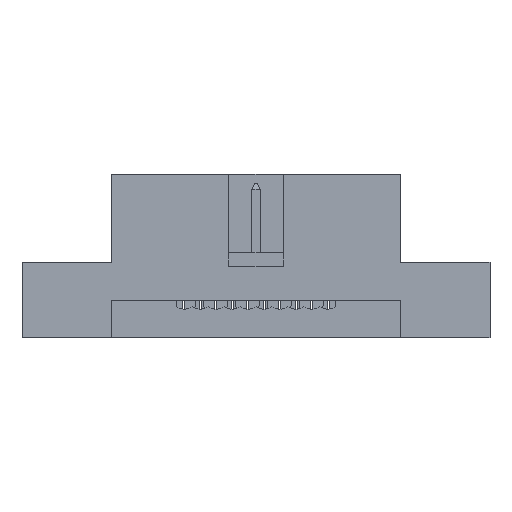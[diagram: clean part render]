
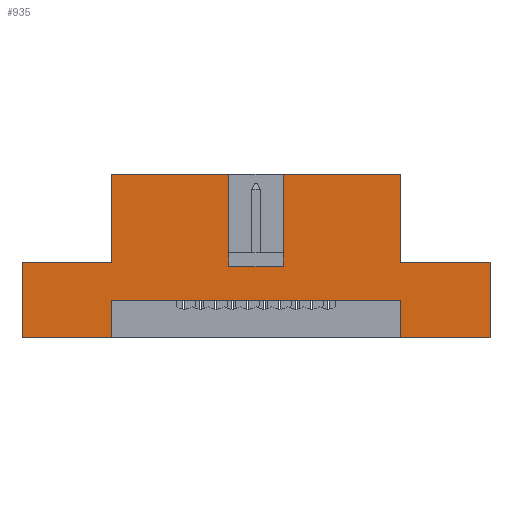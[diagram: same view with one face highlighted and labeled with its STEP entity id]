
A CAD part, front view. The second image highlights one B-rep face of the part: STEP entity #935.
In plain terms, the highlighted planar face has unit normal (0, -1, 0).
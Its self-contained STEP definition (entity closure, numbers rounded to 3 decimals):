
#935 = ADVANCED_FACE( '', ( #1850 ), #1851, .F. );
#1850 = FACE_OUTER_BOUND( '', #2795, .T. );
#1851 = PLANE( '', #2796 );
#2795 = EDGE_LOOP( '', ( #5203, #5204, #5205, #5206, #5207, #5208, #5209, #5210, #5211, #5212, #5213, #5214, #5215, #5216, #5217, #5218 ) );
#2796 = AXIS2_PLACEMENT_3D( '', #5219, #5220, #5221 );
#5203 = ORIENTED_EDGE( '', *, *, #6319, .T. );
#5204 = ORIENTED_EDGE( '', *, *, #6980, .T. );
#5205 = ORIENTED_EDGE( '', *, *, #6981, .F. );
#5206 = ORIENTED_EDGE( '', *, *, #6262, .F. );
#5207 = ORIENTED_EDGE( '', *, *, #6887, .T. );
#5208 = ORIENTED_EDGE( '', *, *, #6763, .F. );
#5209 = ORIENTED_EDGE( '', *, *, #6470, .F. );
#5210 = ORIENTED_EDGE( '', *, *, #6530, .T. );
#5211 = ORIENTED_EDGE( '', *, *, #6982, .F. );
#5212 = ORIENTED_EDGE( '', *, *, #6962, .F. );
#5213 = ORIENTED_EDGE( '', *, *, #6171, .F. );
#5214 = ORIENTED_EDGE( '', *, *, #6428, .T. );
#5215 = ORIENTED_EDGE( '', *, *, #6983, .T. );
#5216 = ORIENTED_EDGE( '', *, *, #5993, .F. );
#5217 = ORIENTED_EDGE( '', *, *, #6984, .F. );
#5218 = ORIENTED_EDGE( '', *, *, #6562, .F. );
#5219 = CARTESIAN_POINT( '', ( 0., -4.2, 0. ) );
#5220 = DIRECTION( '', ( 0., 1., 0. ) );
#5221 = DIRECTION( '', ( 0., 0., 1. ) );
#5993 = EDGE_CURVE( '', #7192, #7193, #7194, .T. );
#6171 = EDGE_CURVE( '', #7508, #7495, #7510, .T. );
#6262 = EDGE_CURVE( '', #7663, #7665, #7666, .T. );
#6319 = EDGE_CURVE( '', #7761, #7762, #7763, .T. );
#6428 = EDGE_CURVE( '', #7508, #7937, #7939, .T. );
#6470 = EDGE_CURVE( '', #7999, #8001, #8002, .T. );
#6530 = EDGE_CURVE( '', #7999, #8092, #8095, .T. );
#6562 = EDGE_CURVE( '', #7761, #8134, #8139, .T. );
#6763 = EDGE_CURVE( '', #8001, #8431, #8435, .T. );
#6887 = EDGE_CURVE( '', #7663, #8431, #8593, .T. );
#6962 = EDGE_CURVE( '', #7495, #8682, #8683, .T. );
#6980 = EDGE_CURVE( '', #7762, #8703, #8704, .T. );
#6981 = EDGE_CURVE( '', #7665, #8703, #8705, .T. );
#6982 = EDGE_CURVE( '', #8682, #8092, #8706, .T. );
#6983 = EDGE_CURVE( '', #7937, #7193, #8707, .T. );
#6984 = EDGE_CURVE( '', #8134, #7192, #8708, .T. );
#7192 = VERTEX_POINT( '', #8961 );
#7193 = VERTEX_POINT( '', #8962 );
#7194 = LINE( '', #8963, #8964 );
#7495 = VERTEX_POINT( '', #9399 );
#7508 = VERTEX_POINT( '', #9417 );
#7510 = LINE( '', #9420, #9421 );
#7663 = VERTEX_POINT( '', #9643 );
#7665 = VERTEX_POINT( '', #9646 );
#7666 = LINE( '', #9647, #9648 );
#7761 = VERTEX_POINT( '', #9788 );
#7762 = VERTEX_POINT( '', #9789 );
#7763 = LINE( '', #9790, #9791 );
#7937 = VERTEX_POINT( '', #10042 );
#7939 = LINE( '', #10045, #10046 );
#7999 = VERTEX_POINT( '', #10137 );
#8001 = VERTEX_POINT( '', #10140 );
#8002 = LINE( '', #10141, #10142 );
#8092 = VERTEX_POINT( '', #10274 );
#8095 = LINE( '', #10278, #10279 );
#8134 = VERTEX_POINT( '', #10338 );
#8139 = LINE( '', #10346, #10347 );
#8431 = VERTEX_POINT( '', #10778 );
#8435 = LINE( '', #10784, #10785 );
#8593 = LINE( '', #11026, #11027 );
#8682 = VERTEX_POINT( '', #11160 );
#8683 = LINE( '', #11161, #11162 );
#8703 = VERTEX_POINT( '', #11189 );
#8704 = LINE( '', #11190, #11191 );
#8705 = LINE( '', #11192, #11193 );
#8706 = LINE( '', #11194, #11195 );
#8707 = LINE( '', #11196, #11197 );
#8708 = LINE( '', #11198, #11199 );
#8961 = CARTESIAN_POINT( '', ( 11.5, -4.2, 5. ) );
#8962 = CARTESIAN_POINT( '', ( 11.5, -4.2, -2. ) );
#8963 = CARTESIAN_POINT( '', ( 11.5, -4.2, 5. ) );
#8964 = VECTOR( '', #11451, 1000. );
#9399 = CARTESIAN_POINT( '', ( 11.5, -4.2, -8. ) );
#9417 = CARTESIAN_POINT( '', ( 18.6, -4.2, -8. ) );
#9420 = CARTESIAN_POINT( '', ( 18.6, -4.2, -8. ) );
#9421 = VECTOR( '', #11613, 1000. );
#9643 = CARTESIAN_POINT( '', ( -11.5, -4.2, -2. ) );
#9646 = CARTESIAN_POINT( '', ( -11.5, -4.2, 5. ) );
#9647 = CARTESIAN_POINT( '', ( -11.5, -4.2, -5. ) );
#9648 = VECTOR( '', #11696, 1000. );
#9788 = CARTESIAN_POINT( '', ( 2.15, -4.2, -2.3 ) );
#9789 = CARTESIAN_POINT( '', ( -2.15, -4.2, -2.3 ) );
#9790 = CARTESIAN_POINT( '', ( 2.15, -4.2, -2.3 ) );
#9791 = VECTOR( '', #11742, 1000. );
#10042 = CARTESIAN_POINT( '', ( 18.6, -4.2, -2. ) );
#10045 = CARTESIAN_POINT( '', ( 18.6, -4.2, -8. ) );
#10046 = VECTOR( '', #11839, 1000. );
#10137 = CARTESIAN_POINT( '', ( -11.5, -4.2, -8. ) );
#10140 = CARTESIAN_POINT( '', ( -18.6, -4.2, -8. ) );
#10141 = CARTESIAN_POINT( '', ( -11.5, -4.2, -8. ) );
#10142 = VECTOR( '', #11872, 1000. );
#10274 = CARTESIAN_POINT( '', ( -11.5, -4.2, -5. ) );
#10278 = CARTESIAN_POINT( '', ( -11.5, -4.2, -8. ) );
#10279 = VECTOR( '', #11925, 1000. );
#10338 = CARTESIAN_POINT( '', ( 2.15, -4.2, 5. ) );
#10346 = CARTESIAN_POINT( '', ( 2.15, -4.2, -1.2 ) );
#10347 = VECTOR( '', #11949, 1000. );
#10778 = CARTESIAN_POINT( '', ( -18.6, -4.2, -2. ) );
#10784 = CARTESIAN_POINT( '', ( -18.6, -4.2, -8. ) );
#10785 = VECTOR( '', #12127, 1000. );
#11026 = CARTESIAN_POINT( '', ( -11.5, -4.2, -2. ) );
#11027 = VECTOR( '', #12226, 1000. );
#11160 = CARTESIAN_POINT( '', ( 11.5, -4.2, -5. ) );
#11161 = CARTESIAN_POINT( '', ( 11.5, -4.2, -8. ) );
#11162 = VECTOR( '', #12289, 1000. );
#11189 = CARTESIAN_POINT( '', ( -2.15, -4.2, 5. ) );
#11190 = CARTESIAN_POINT( '', ( -2.15, -4.2, -1.2 ) );
#11191 = VECTOR( '', #12300, 1000. );
#11192 = CARTESIAN_POINT( '', ( -11.5, -4.2, 5. ) );
#11193 = VECTOR( '', #12301, 1000. );
#11194 = CARTESIAN_POINT( '', ( 11.5, -4.2, -5. ) );
#11195 = VECTOR( '', #12302, 1000. );
#11196 = CARTESIAN_POINT( '', ( 18.6, -4.2, -2. ) );
#11197 = VECTOR( '', #12303, 1000. );
#11198 = CARTESIAN_POINT( '', ( -11.5, -4.2, 5. ) );
#11199 = VECTOR( '', #12304, 1000. );
#11451 = DIRECTION( '', ( 0., 0., -1. ) );
#11613 = DIRECTION( '', ( -1., 0., 0. ) );
#11696 = DIRECTION( '', ( 0., 0., 1. ) );
#11742 = DIRECTION( '', ( -1., 0., 0. ) );
#11839 = DIRECTION( '', ( 0., 0., 1. ) );
#11872 = DIRECTION( '', ( -1., 0., 0. ) );
#11925 = DIRECTION( '', ( 0., 0., 1. ) );
#11949 = DIRECTION( '', ( 0., 0., 1. ) );
#12127 = DIRECTION( '', ( 0., 0., 1. ) );
#12226 = DIRECTION( '', ( -1., 0., 0. ) );
#12289 = DIRECTION( '', ( 0., 0., 1. ) );
#12300 = DIRECTION( '', ( 0., 0., 1. ) );
#12301 = DIRECTION( '', ( 1., 0., 0. ) );
#12302 = DIRECTION( '', ( -1., 0., 0. ) );
#12303 = DIRECTION( '', ( -1., 0., 0. ) );
#12304 = DIRECTION( '', ( 1., 0., 0. ) );
